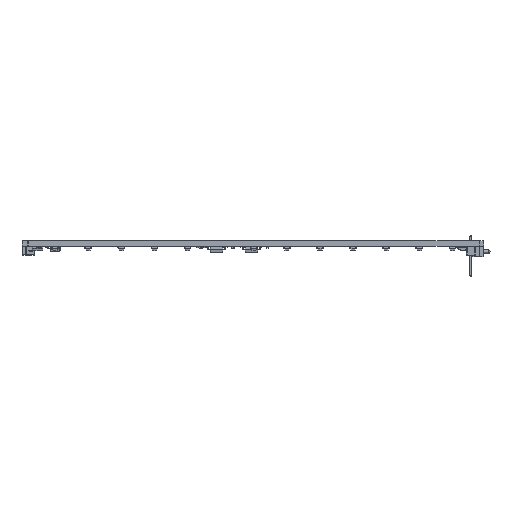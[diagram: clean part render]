
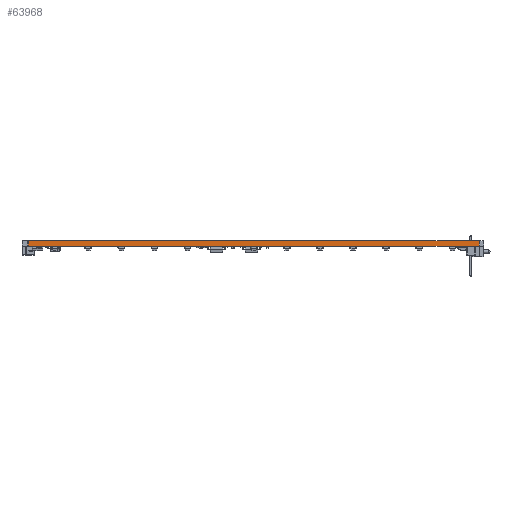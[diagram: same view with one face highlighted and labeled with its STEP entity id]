
A CAD part, front view. The second image highlights one B-rep face of the part: STEP entity #63968.
In plain terms, the highlighted planar face has unit normal (0, -1, 0).
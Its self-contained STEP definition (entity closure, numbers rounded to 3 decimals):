
#63230 = VERTEX_POINT('',#63231);
#63231 = CARTESIAN_POINT('',(21.775,-99.018,0.));
#63237 = EDGE_CURVE('',#63238,#63230,#63240,.T.);
#63238 = VERTEX_POINT('',#63239);
#63239 = CARTESIAN_POINT('',(151.525,-99.018,0.));
#63240 = LINE('',#63241,#63242);
#63241 = CARTESIAN_POINT('',(151.525,-99.018,0.));
#63242 = VECTOR('',#63243,1.);
#63243 = DIRECTION('',(-1.,0.,0.));
#63555 = VERTEX_POINT('',#63556);
#63556 = CARTESIAN_POINT('',(21.775,-99.018,1.51));
#63562 = EDGE_CURVE('',#63563,#63555,#63565,.T.);
#63563 = VERTEX_POINT('',#63564);
#63564 = CARTESIAN_POINT('',(151.525,-99.018,1.51));
#63565 = LINE('',#63566,#63567);
#63566 = CARTESIAN_POINT('',(151.525,-99.018,1.51));
#63567 = VECTOR('',#63568,1.);
#63568 = DIRECTION('',(-1.,0.,0.));
#63940 = EDGE_CURVE('',#63238,#63563,#63941,.T.);
#63941 = LINE('',#63942,#63943);
#63942 = CARTESIAN_POINT('',(151.525,-99.018,0.));
#63943 = VECTOR('',#63944,1.);
#63944 = DIRECTION('',(0.,0.,1.));
#63968 = ADVANCED_FACE('',(#63969),#63980,.T.);
#63969 = FACE_BOUND('',#63970,.T.);
#63970 = EDGE_LOOP('',(#63971,#63972,#63973,#63979));
#63971 = ORIENTED_EDGE('',*,*,#63940,.T.);
#63972 = ORIENTED_EDGE('',*,*,#63562,.T.);
#63973 = ORIENTED_EDGE('',*,*,#63974,.F.);
#63974 = EDGE_CURVE('',#63230,#63555,#63975,.T.);
#63975 = LINE('',#63976,#63977);
#63976 = CARTESIAN_POINT('',(21.775,-99.018,0.));
#63977 = VECTOR('',#63978,1.);
#63978 = DIRECTION('',(0.,0.,1.));
#63979 = ORIENTED_EDGE('',*,*,#63237,.F.);
#63980 = PLANE('',#63981);
#63981 = AXIS2_PLACEMENT_3D('',#63982,#63983,#63984);
#63982 = CARTESIAN_POINT('',(151.525,-99.018,0.));
#63983 = DIRECTION('',(0.,-1.,0.));
#63984 = DIRECTION('',(-1.,0.,0.));
